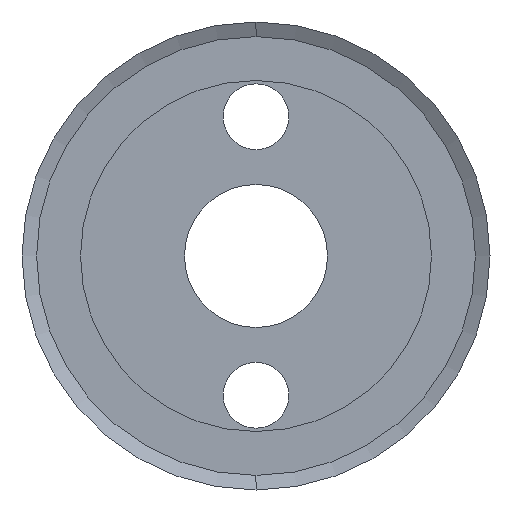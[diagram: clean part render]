
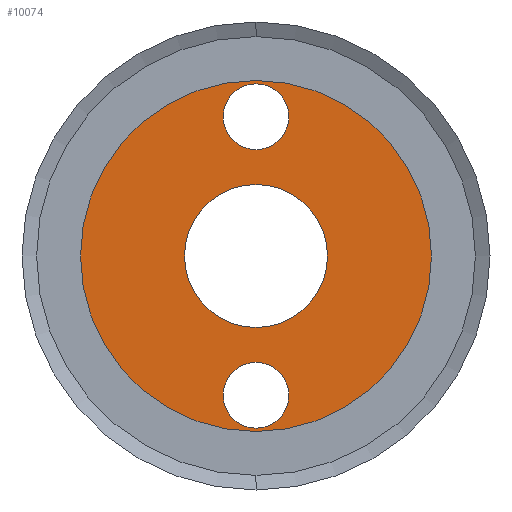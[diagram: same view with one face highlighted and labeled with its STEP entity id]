
A CAD part, left-side view. The second image highlights one B-rep face of the part: STEP entity #10074.
In plain terms, the highlighted planar face has unit normal (-1, 0, 0).
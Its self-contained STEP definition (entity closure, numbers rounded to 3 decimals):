
#4 = DIRECTION ( 'NONE',  ( -1., 0., 0. ) ) ;
#69 = CARTESIAN_POINT ( 'NONE',  ( -5.65, 0., 0. ) ) ;
#82 = CIRCLE ( 'NONE', #3911, 4.89 ) ;
#175 = DIRECTION ( 'NONE',  ( 0., 0., 1. ) ) ;
#268 = FACE_BOUND ( 'NONE', #8388, .T. ) ;
#359 = ORIENTED_EDGE ( 'NONE', *, *, #572, .F. ) ;
#475 = CARTESIAN_POINT ( 'NONE',  ( -5.65, 0., -12. ) ) ;
#505 = EDGE_LOOP ( 'NONE', ( #7873, #7788 ) ) ;
#572 = EDGE_CURVE ( 'NONE', #5563, #8081, #5700, .T. ) ;
#1003 = AXIS2_PLACEMENT_3D ( 'NONE', #3167, #8664, #3957 ) ;
#1093 = CIRCLE ( 'NONE', #9539, 4.89 ) ;
#1332 = CARTESIAN_POINT ( 'NONE',  ( -5.65, 0., 0. ) ) ;
#1407 = AXIS2_PLACEMENT_3D ( 'NONE', #1332, #3718, #9191 ) ;
#1522 = DIRECTION ( 'NONE',  ( -1., 0., 0. ) ) ;
#2189 = CIRCLE ( 'NONE', #2880, 2.248 ) ;
#2275 = EDGE_CURVE ( 'NONE', #3604, #5918, #2189, .T. ) ;
#2277 = EDGE_CURVE ( 'NONE', #6526, #7097, #82, .T. ) ;
#2778 = CIRCLE ( 'NONE', #1003, 2.248 ) ;
#2803 = DIRECTION ( 'NONE',  ( 0., 0., 1. ) ) ;
#2880 = AXIS2_PLACEMENT_3D ( 'NONE', #8229, #1522, #2803 ) ;
#2983 = CARTESIAN_POINT ( 'NONE',  ( -5.65, 0., -7.277 ) ) ;
#3143 = CIRCLE ( 'NONE', #6307, 2.248 ) ;
#3167 = CARTESIAN_POINT ( 'NONE',  ( -5.65, 0., 9.525 ) ) ;
#3465 = DIRECTION ( 'NONE',  ( -1., 0., 0. ) ) ;
#3467 = ORIENTED_EDGE ( 'NONE', *, *, #5967, .F. ) ;
#3573 = ORIENTED_EDGE ( 'NONE', *, *, #6602, .F. ) ;
#3604 = VERTEX_POINT ( 'NONE', #2983 ) ;
#3718 = DIRECTION ( 'NONE',  ( 1., 0., 0. ) ) ;
#3777 = CARTESIAN_POINT ( 'NONE',  ( -5.65, 0., 0. ) ) ;
#3848 = CARTESIAN_POINT ( 'NONE',  ( -5.65, 0., -9.525 ) ) ;
#3911 = AXIS2_PLACEMENT_3D ( 'NONE', #69, #4, #175 ) ;
#3921 = CARTESIAN_POINT ( 'NONE',  ( -5.65, 0., 12. ) ) ;
#3953 = EDGE_LOOP ( 'NONE', ( #5285, #3573 ) ) ;
#3957 = DIRECTION ( 'NONE',  ( 0., 0., 1. ) ) ;
#4214 = FACE_OUTER_BOUND ( 'NONE', #9471, .T. ) ;
#4250 = DIRECTION ( 'NONE',  ( -1., 0., 0. ) ) ;
#4413 = EDGE_CURVE ( 'NONE', #7097, #6526, #1093, .T. ) ;
#4456 = AXIS2_PLACEMENT_3D ( 'NONE', #3848, #9326, #4640 ) ;
#4458 = FACE_BOUND ( 'NONE', #3953, .T. ) ;
#4555 = CARTESIAN_POINT ( 'NONE',  ( -5.65, 0., 4.89 ) ) ;
#4563 = DIRECTION ( 'NONE',  ( 0., 0., -1. ) ) ;
#4640 = DIRECTION ( 'NONE',  ( 0., 0., 1. ) ) ;
#4807 = VERTEX_POINT ( 'NONE', #9029 ) ;
#5176 = ORIENTED_EDGE ( 'NONE', *, *, #5573, .F. ) ;
#5279 = AXIS2_PLACEMENT_3D ( 'NONE', #10004, #10035, #9627 ) ;
#5285 = ORIENTED_EDGE ( 'NONE', *, *, #2275, .F. ) ;
#5431 = CIRCLE ( 'NONE', #4456, 2.248 ) ;
#5563 = VERTEX_POINT ( 'NONE', #3921 ) ;
#5573 = EDGE_CURVE ( 'NONE', #4807, #6972, #2778, .T. ) ;
#5574 = CIRCLE ( 'NONE', #7671, 12. ) ;
#5700 = CIRCLE ( 'NONE', #5279, 12. ) ;
#5918 = VERTEX_POINT ( 'NONE', #9970 ) ;
#5967 = EDGE_CURVE ( 'NONE', #8081, #5563, #5574, .T. ) ;
#5969 = CARTESIAN_POINT ( 'NONE',  ( -5.65, 0., 7.277 ) ) ;
#6307 = AXIS2_PLACEMENT_3D ( 'NONE', #8930, #4250, #9701 ) ;
#6526 = VERTEX_POINT ( 'NONE', #7632 ) ;
#6602 = EDGE_CURVE ( 'NONE', #5918, #3604, #5431, .T. ) ;
#6972 = VERTEX_POINT ( 'NONE', #5969 ) ;
#7097 = VERTEX_POINT ( 'NONE', #4555 ) ;
#7632 = CARTESIAN_POINT ( 'NONE',  ( -5.65, 0., -4.89 ) ) ;
#7671 = AXIS2_PLACEMENT_3D ( 'NONE', #3777, #9256, #4563 ) ;
#7788 = ORIENTED_EDGE ( 'NONE', *, *, #2277, .F. ) ;
#7873 = ORIENTED_EDGE ( 'NONE', *, *, #4413, .F. ) ;
#7879 = EDGE_CURVE ( 'NONE', #6972, #4807, #3143, .T. ) ;
#8081 = VERTEX_POINT ( 'NONE', #475 ) ;
#8185 = CARTESIAN_POINT ( 'NONE',  ( -5.65, 0., 0. ) ) ;
#8229 = CARTESIAN_POINT ( 'NONE',  ( -5.65, 0., -9.525 ) ) ;
#8387 = FACE_BOUND ( 'NONE', #505, .T. ) ;
#8388 = EDGE_LOOP ( 'NONE', ( #5176, #9575 ) ) ;
#8433 = PLANE ( 'NONE',  #1407 ) ;
#8664 = DIRECTION ( 'NONE',  ( -1., 0., 0. ) ) ;
#8930 = CARTESIAN_POINT ( 'NONE',  ( -5.65, 0., 9.525 ) ) ;
#8944 = DIRECTION ( 'NONE',  ( 0., 0., 1. ) ) ;
#9029 = CARTESIAN_POINT ( 'NONE',  ( -5.65, 0., 11.773 ) ) ;
#9191 = DIRECTION ( 'NONE',  ( 0., 0., -1. ) ) ;
#9256 = DIRECTION ( 'NONE',  ( 1., 0., 0. ) ) ;
#9326 = DIRECTION ( 'NONE',  ( -1., 0., 0. ) ) ;
#9471 = EDGE_LOOP ( 'NONE', ( #359, #3467 ) ) ;
#9539 = AXIS2_PLACEMENT_3D ( 'NONE', #8185, #3465, #8944 ) ;
#9575 = ORIENTED_EDGE ( 'NONE', *, *, #7879, .F. ) ;
#9627 = DIRECTION ( 'NONE',  ( 0., 0., -1. ) ) ;
#9701 = DIRECTION ( 'NONE',  ( 0., 0., 1. ) ) ;
#9970 = CARTESIAN_POINT ( 'NONE',  ( -5.65, 0., -11.773 ) ) ;
#10004 = CARTESIAN_POINT ( 'NONE',  ( -5.65, 0., 0. ) ) ;
#10035 = DIRECTION ( 'NONE',  ( 1., 0., 0. ) ) ;
#10074 = ADVANCED_FACE ( 'NONE', ( #8387, #4458, #268, #4214 ), #8433, .F. ) ;
